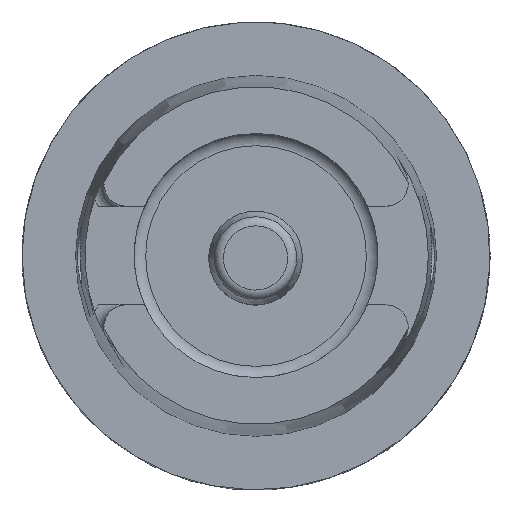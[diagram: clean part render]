
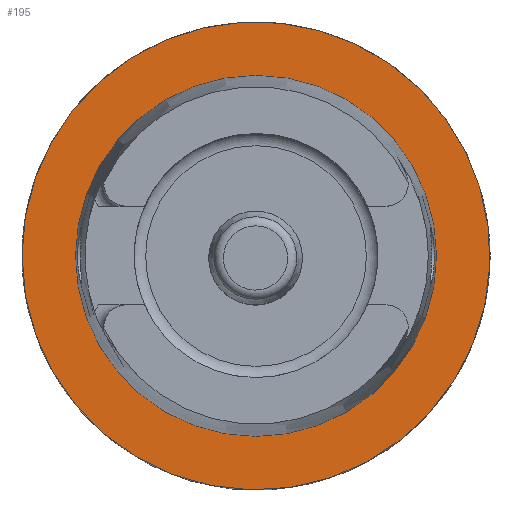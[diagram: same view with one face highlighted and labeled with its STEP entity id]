
A CAD part, top view. The second image highlights one B-rep face of the part: STEP entity #195.
In plain terms, the highlighted planar face has unit normal (0, 0, 1).
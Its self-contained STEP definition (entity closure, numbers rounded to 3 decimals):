
#195=ADVANCED_FACE('',(#447,#448),#251,.F.);
#251=PLANE('',#1404);
#447=FACE_BOUND('',#523,.T.);
#448=FACE_BOUND('',#524,.T.);
#523=EDGE_LOOP('',(#803));
#524=EDGE_LOOP('',(#804));
#803=ORIENTED_EDGE('',*,*,#1186,.F.);
#804=ORIENTED_EDGE('',*,*,#1185,.T.);
#1020=VERTEX_POINT('',#2141);
#1021=VERTEX_POINT('',#2144);
#1185=EDGE_CURVE('',#1020,#1020,#1282,.T.);
#1186=EDGE_CURVE('',#1021,#1021,#1283,.T.);
#1282=CIRCLE('',#1401,24.97);
#1283=CIRCLE('',#1403,19.255);
#1401=AXIS2_PLACEMENT_3D('',#2140,#1676,#1677);
#1403=AXIS2_PLACEMENT_3D('',#2143,#1680,#1681);
#1404=AXIS2_PLACEMENT_3D('',#2145,#1682,#1683);
#1676=DIRECTION('',(0.,0.,1.));
#1677=DIRECTION('',(-1.,0.,0.));
#1680=DIRECTION('',(0.,0.,1.));
#1681=DIRECTION('',(-1.,0.,0.));
#1682=DIRECTION('',(0.,0.,-1.));
#1683=DIRECTION('',(-1.,0.,0.));
#2140=CARTESIAN_POINT('',(0.,0.,0.));
#2141=CARTESIAN_POINT('',(-24.97,0.,0.));
#2143=CARTESIAN_POINT('',(0.,0.,0.));
#2144=CARTESIAN_POINT('',(-19.255,0.,0.));
#2145=CARTESIAN_POINT('',(0.,-20.365,0.));
